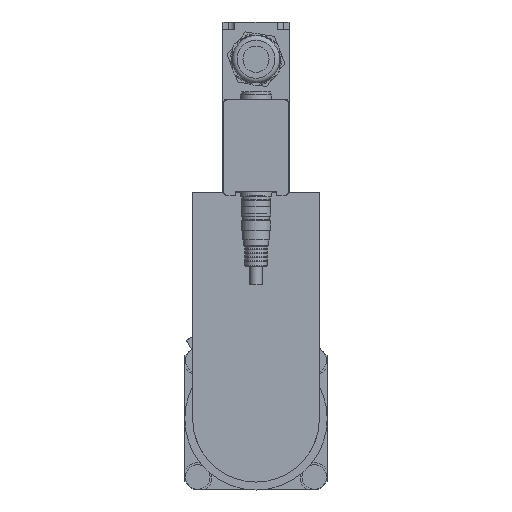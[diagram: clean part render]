
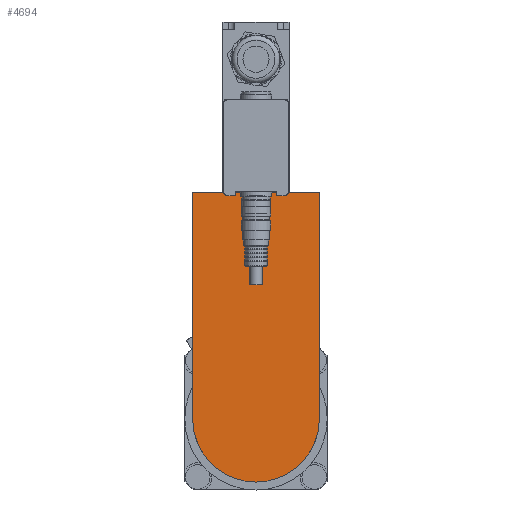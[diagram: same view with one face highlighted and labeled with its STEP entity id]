
A CAD part, left-side view. The second image highlights one B-rep face of the part: STEP entity #4694.
In plain terms, the highlighted face is planar.
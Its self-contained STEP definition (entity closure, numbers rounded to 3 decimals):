
#4489=CARTESIAN_POINT('',(-40.25,-28.25,49.));
#4490=VERTEX_POINT('',#4489);
#4491=CARTESIAN_POINT('',(-40.25,-171.25,49.));
#4492=VERTEX_POINT('',#4491);
#4493=CARTESIAN_POINT('',(-40.25,-28.25,49.));
#4494=DIRECTION('',(0.0,-1.0,0.0));
#4495=VECTOR('',#4494,143.0);
#4496=LINE('',#4493,#4495);
#4497=EDGE_CURVE('',#4490,#4492,#4496,.T.);
#4520=CARTESIAN_POINT('',(-40.249,-171.25,49.));
#4521=VERTEX_POINT('',#4520);
#4522=CARTESIAN_POINT('',(-40.25,-171.25,49.));
#4523=DIRECTION('',(1.0,0.0,0.0));
#4524=VECTOR('',#4523,0.001);
#4525=LINE('',#4522,#4524);
#4526=EDGE_CURVE('',#4492,#4521,#4525,.T.);
#4544=CARTESIAN_POINT('',(-39.999,-171.498,49.));
#4545=VERTEX_POINT('',#4544);
#4546=CARTESIAN_POINT('',(-40.249,-171.5,49.));
#4547=DIRECTION('',(0.0,0.0,-1.0));
#4548=DIRECTION('',(0.0,1.0,0.0));
#4549=AXIS2_PLACEMENT_3D('',#4546,#4547,#4548);
#4550=CIRCLE('',#4549,0.25);
#4551=EDGE_CURVE('',#4521,#4545,#4550,.T.);
#4569=CARTESIAN_POINT('',(39.999,-171.498,49.));
#4570=VERTEX_POINT('',#4569);
#4571=CARTESIAN_POINT('',(0.,-171.25,49.));
#4572=DIRECTION('',(0.,0.,1.));
#4573=DIRECTION('',(-1.,0.006,0.));
#4574=AXIS2_PLACEMENT_3D('',#4571,#4572,#4573);
#4575=CIRCLE('',#4574,40.);
#4576=EDGE_CURVE('',#4545,#4570,#4575,.T.);
#4594=CARTESIAN_POINT('',(40.249,-171.25,49.));
#4595=VERTEX_POINT('',#4594);
#4596=CARTESIAN_POINT('',(40.249,-171.5,49.));
#4597=DIRECTION('',(0.,0.,-1.0));
#4598=DIRECTION('',(-1.,0.006,0.));
#4599=AXIS2_PLACEMENT_3D('',#4596,#4597,#4598);
#4600=CIRCLE('',#4599,0.25);
#4601=EDGE_CURVE('',#4570,#4595,#4600,.T.);
#4619=CARTESIAN_POINT('',(40.25,-171.25,49.));
#4620=VERTEX_POINT('',#4619);
#4621=CARTESIAN_POINT('',(40.249,-171.25,49.));
#4622=DIRECTION('',(1.0,0.0,0.0));
#4623=VECTOR('',#4622,0.001);
#4624=LINE('',#4621,#4623);
#4625=EDGE_CURVE('',#4595,#4620,#4624,.T.);
#4643=CARTESIAN_POINT('',(40.25,-28.25,49.));
#4644=VERTEX_POINT('',#4643);
#4645=CARTESIAN_POINT('',(40.25,-171.25,49.));
#4646=DIRECTION('',(0.0,1.0,0.0));
#4647=VECTOR('',#4646,143.0);
#4648=LINE('',#4645,#4647);
#4649=EDGE_CURVE('',#4620,#4644,#4648,.T.);
#4667=CARTESIAN_POINT('',(40.25,-28.25,49.));
#4668=DIRECTION('',(-1.0,0.0,0.0));
#4669=VECTOR('',#4668,80.5);
#4670=LINE('',#4667,#4669);
#4671=EDGE_CURVE('',#4644,#4490,#4670,.T.);
#4679=CARTESIAN_POINT('',(0.,-112.214,49.));
#4680=DIRECTION('',(0.0,0.0,1.0));
#4681=DIRECTION('',(1.0,0.0,0.0));
#4682=AXIS2_PLACEMENT_3D('',#4679,#4680,#4681);
#4683=PLANE('',#4682);
#4684=ORIENTED_EDGE('',*,*,#4497,.F.);
#4685=ORIENTED_EDGE('',*,*,#4671,.F.);
#4686=ORIENTED_EDGE('',*,*,#4649,.F.);
#4687=ORIENTED_EDGE('',*,*,#4625,.F.);
#4688=ORIENTED_EDGE('',*,*,#4601,.F.);
#4689=ORIENTED_EDGE('',*,*,#4576,.F.);
#4690=ORIENTED_EDGE('',*,*,#4551,.F.);
#4691=ORIENTED_EDGE('',*,*,#4526,.F.);
#4692=EDGE_LOOP('',(#4684,#4685,#4686,#4687,#4688,#4689,#4690,#4691));
#4693=FACE_OUTER_BOUND('',#4692,.T.);
#4694=ADVANCED_FACE('',(#4693),#4683,.F.);
